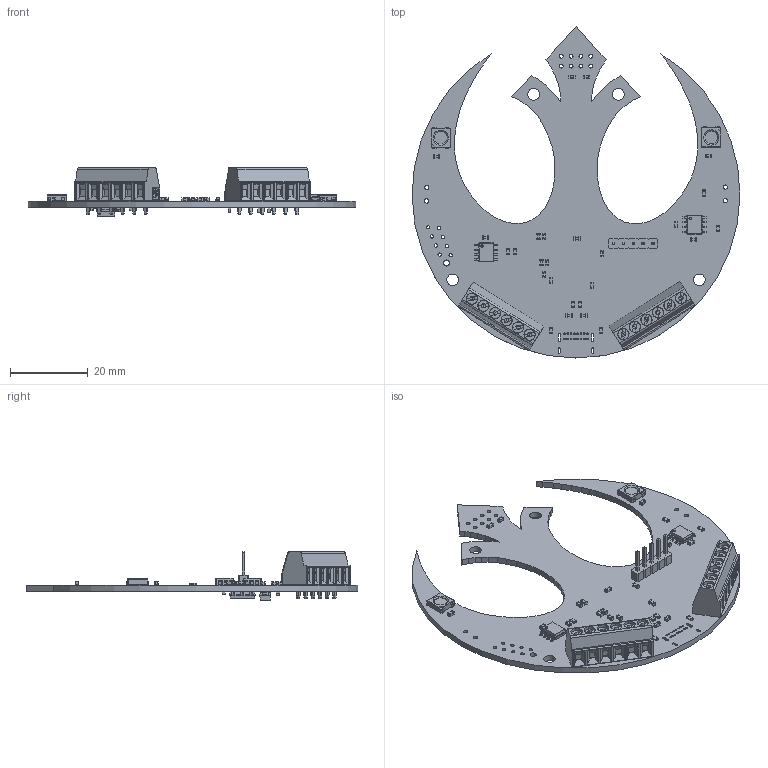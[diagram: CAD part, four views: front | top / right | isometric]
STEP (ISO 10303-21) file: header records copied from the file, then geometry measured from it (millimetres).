
FILE_DESCRIPTION(('KiCad electronic assembly'),'2;1');
FILE_NAME('R2D2-Main.step','2024-11-12T19:51:30',('Pcbnew'),('Kicad'), 'Open CASCADE STEP processor 7.8','KiCad to STEP converter','Unknown' );
FILE_SCHEMA(('AUTOMOTIVE_DESIGN { 1 0 10303 214 1 1 1 1 }'));
Length unit declared in the file: millimetre
Products named in the file (20): R2D2-Main 1; R_0603_1608Metric; C_0603_1608Metric; LED_WS2812B_PLCC4_5.0x5.0mm_P3.2mm; LED_WS2812B_PLCC4_50x50mm_P32mm; PinHeader_1x05_P2.54mm_Vertical; PinHeader_1x05_P254mm_Vertical; 1751280; mkds_1-6-3.5; SOIC-8_3.9x4.9mm_P1.27mm; SOIC_8_39x49mm_P127mm; LED_0603_1608Metric; D_SMA; SOT-223; SOT_223; R2D2-Main_PCB
Assembly tree (49 placements, depth 3):
  R2D2-Main 1
    R_0603_1608Metric  x9
      R_0603_1608Metric
    C_0603_1608Metric  x20
      C_0603_1608Metric
    LED_WS2812B_PLCC4_5.0x5.0mm_P3.2mm  x2
      LED_WS2812B_PLCC4_50x50mm_P32mm
    PinHeader_1x05_P2.54mm_Vertical
      PinHeader_1x05_P254mm_Vertical
    1751280  x2
      mkds_1-6-3.5
    SOIC-8_3.9x4.9mm_P1.27mm  x2
      SOIC_8_39x49mm_P127mm
    LED_0603_1608Metric
      LED_0603_1608Metric
    D_SMA
      D_SMA
    SOT-223
      SOT_223
    R2D2-Main_PCB
Bounding box: 84.37 x 85.43 x 12.46 mm (x, y, z)
Volume: 8274.9 mm3; surface area: 11389.9 mm2
Topology: 40 solids, 40 shells, 2401 faces, 6239 edges, 4022 vertices
Faces by surface type: plane 1634, cylinder 675, bspline 90, cone 2
Full cylindrical faces by diameter (mm): 0.4 x16, 0.6 x2, 0.85 x8, 1 x13, 1.1 x16, 1.55 x1, 3 x4, 3.333 x2
Entity records: 38322 total; most frequent: CARTESIAN_POINT 6162, ORIENTED_EDGE 5796, DIRECTION 5574, EDGE_CURVE 2898, LINE 2274, VECTOR 2274, VERTEX_POINT 1854, AXIS2_PLACEMENT_3D 1650
